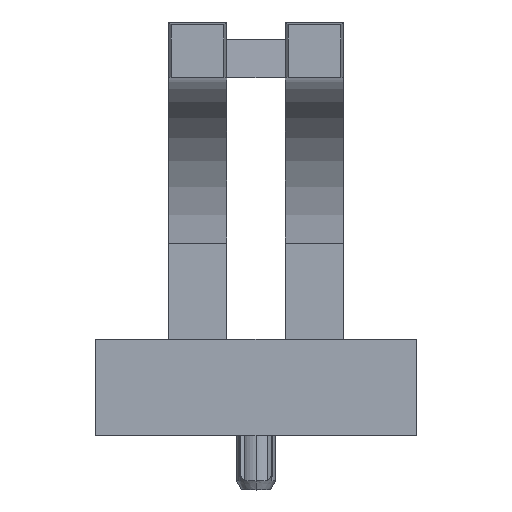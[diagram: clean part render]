
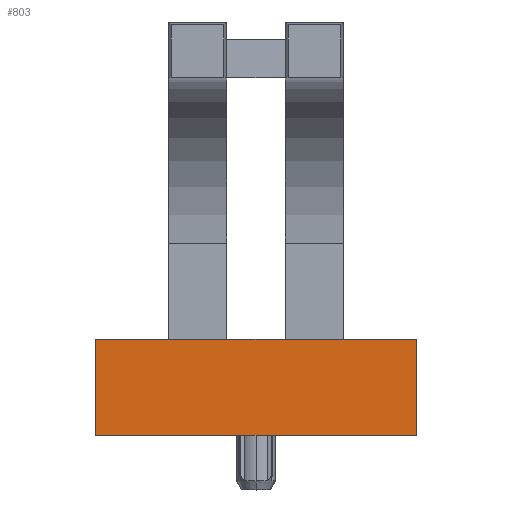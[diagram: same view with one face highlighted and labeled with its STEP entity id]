
A CAD part, top view. The second image highlights one B-rep face of the part: STEP entity #803.
In plain terms, the highlighted planar face has unit normal (0, 0, 1).
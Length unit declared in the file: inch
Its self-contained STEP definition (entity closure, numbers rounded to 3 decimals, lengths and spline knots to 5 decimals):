
#222 = PLANE ( 'NONE',  #2204 ) ;
#278 = LINE ( 'NONE', #1522, #1840 ) ;
#394 = FACE_OUTER_BOUND ( 'NONE', #694, .T. ) ;
#403 = CARTESIAN_POINT ( 'NONE',  ( 0.275, -0.165, 0.207 ) ) ;
#437 = DIRECTION ( 'NONE',  ( 0., -1., 0. ) ) ;
#468 = DIRECTION ( 'NONE',  ( -1., 0., 0. ) ) ;
#470 = VECTOR ( 'NONE', #468, 39.37008 ) ;
#589 = DIRECTION ( 'NONE',  ( -1., 0., 0. ) ) ;
#669 = LINE ( 'NONE', #1284, #2046 ) ;
#671 = CARTESIAN_POINT ( 'NONE',  ( 0.275, 0., 0.207 ) ) ;
#694 = EDGE_LOOP ( 'NONE', ( #1663, #1881, #2154, #2042 ) ) ;
#803 = ADVANCED_FACE ( 'NONE', ( #394 ), #222, .F. ) ;
#916 = VERTEX_POINT ( 'NONE', #1290 ) ;
#956 = LINE ( 'NONE', #1262, #2312 ) ;
#1192 = EDGE_CURVE ( 'NONE', #2054, #1656, #278, .T. ) ;
#1262 = CARTESIAN_POINT ( 'NONE',  ( 0.275, 0., 0.207 ) ) ;
#1284 = CARTESIAN_POINT ( 'NONE',  ( -0.275, -0.165, 0.207 ) ) ;
#1290 = CARTESIAN_POINT ( 'NONE',  ( -0.275, 0., 0.207 ) ) ;
#1373 = CARTESIAN_POINT ( 'NONE',  ( 0.275, -0.165, 0.207 ) ) ;
#1439 = DIRECTION ( 'NONE',  ( -1., 0., 0. ) ) ;
#1457 = DIRECTION ( 'NONE',  ( 0., -1., 0. ) ) ;
#1513 = EDGE_CURVE ( 'NONE', #2054, #916, #956, .T. ) ;
#1522 = CARTESIAN_POINT ( 'NONE',  ( 0.275, -0.165, 0.207 ) ) ;
#1656 = VERTEX_POINT ( 'NONE', #2167 ) ;
#1663 = ORIENTED_EDGE ( 'NONE', *, *, #2289, .T. ) ;
#1677 = DIRECTION ( 'NONE',  ( 0., 0., -1. ) ) ;
#1684 = CARTESIAN_POINT ( 'NONE',  ( -0.275, -0.165, 0.207 ) ) ;
#1745 = VERTEX_POINT ( 'NONE', #1684 ) ;
#1798 = LINE ( 'NONE', #1373, #470 ) ;
#1840 = VECTOR ( 'NONE', #437, 39.37008 ) ;
#1881 = ORIENTED_EDGE ( 'NONE', *, *, #1938, .F. ) ;
#1938 = EDGE_CURVE ( 'NONE', #1656, #1745, #1798, .T. ) ;
#2042 = ORIENTED_EDGE ( 'NONE', *, *, #1513, .T. ) ;
#2046 = VECTOR ( 'NONE', #1457, 39.37008 ) ;
#2054 = VERTEX_POINT ( 'NONE', #671 ) ;
#2154 = ORIENTED_EDGE ( 'NONE', *, *, #1192, .F. ) ;
#2167 = CARTESIAN_POINT ( 'NONE',  ( 0.275, -0.165, 0.207 ) ) ;
#2204 = AXIS2_PLACEMENT_3D ( 'NONE', #403, #1677, #589 ) ;
#2289 = EDGE_CURVE ( 'NONE', #916, #1745, #669, .T. ) ;
#2312 = VECTOR ( 'NONE', #1439, 39.37008 ) ;
